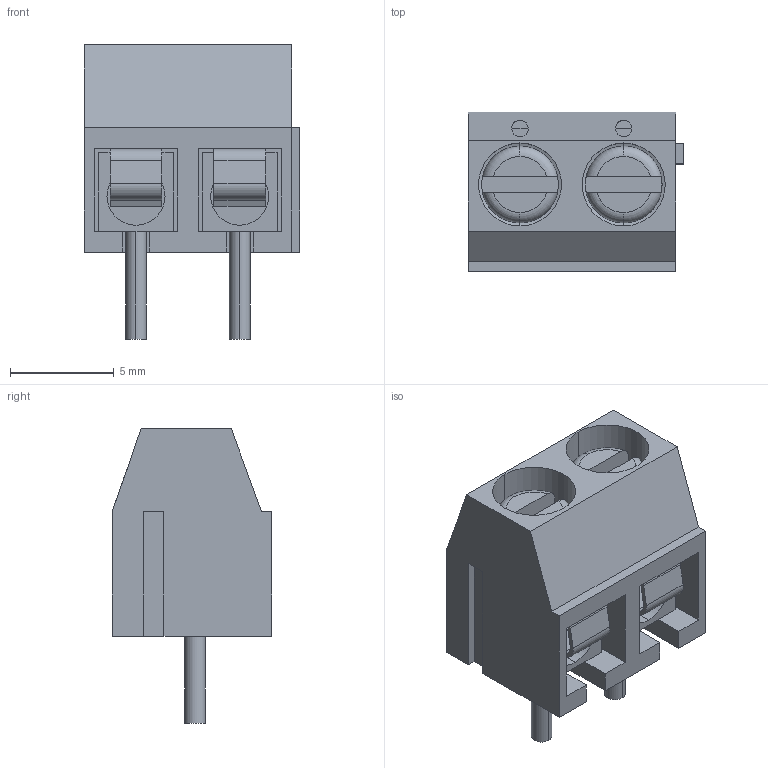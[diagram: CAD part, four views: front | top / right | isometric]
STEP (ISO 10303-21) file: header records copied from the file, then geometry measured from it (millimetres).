
FILE_DESCRIPTION (( 'STEP AP214' ), '1' );
FILE_NAME ('CONN-TH_P5.00_KF301-5.0-2P_3D.STEP', '2023-05-05T18:52:05', ( 'Windows User' ), ( 'P R C' ), 'SwSTEP 2.0', 'SolidWorks 2020', '' );
FILE_SCHEMA (( 'AUTOMOTIVE_DESIGN' ));
Length unit declared in the file: millimetre
Products named in the file (3): CONN-TH_P5.00_KF301-5.0-2P(2)^CONN-TH_P5.00_KF301-5.0-2P; CONN-TH_P5.00_KF301-5.0-2P_3D; COMPOUND (8)^CONN-TH_P5.00_KF301-5.0-2P(2)_CONN-TH_P5.00_KF301-5.0-2P
Assembly tree (2 placements, depth 3):
  CONN-TH_P5.00_KF301-5.0-2P_3D
    CONN-TH_P5.00_KF301-5.0-2P(2)^CONN-TH_P5.00_KF301-5.0-2P
      COMPOUND (8)^CONN-TH_P5.00_KF301-5.0-2P(2)_CONN-TH_P5.00_KF301-5.0-2P
Bounding box: 10.4 x 7.7 x 14.2 mm (x, y, z)
Volume: 462.3 mm3; surface area: 1205.5 mm2
Topology: 1 solids, 1 shells, 403 faces, 1183 edges, 782 vertices
Faces by surface type: plane 241, bspline 96, cylinder 54, torus 8, cone 4
Entity records: 19945 total; most frequent: CARTESIAN_POINT 7292, ORIENTED_EDGE 2366, DIRECTION 1677, EDGE_CURVE 1183, VECTOR 827, LINE 827, VERTEX_POINT 782, EDGE_LOOP 431
